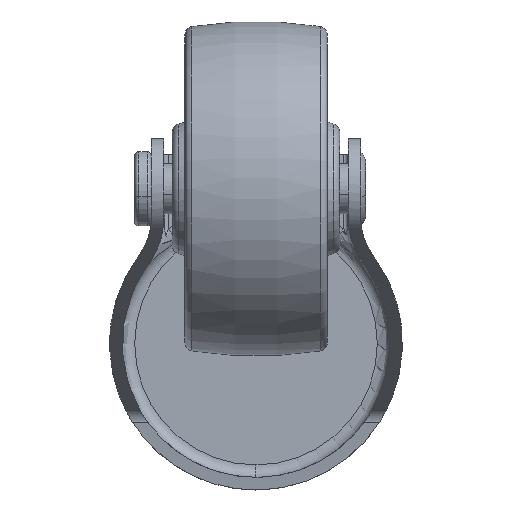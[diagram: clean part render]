
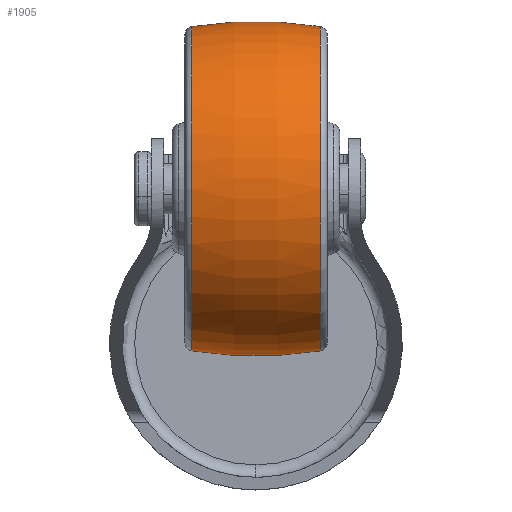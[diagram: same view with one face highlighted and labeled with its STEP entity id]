
A CAD part, front view. The second image highlights one B-rep face of the part: STEP entity #1905.
In plain terms, the highlighted toroidal (fillet/blend) face has major radius 28.542 mm and minor radius 48.542 mm.
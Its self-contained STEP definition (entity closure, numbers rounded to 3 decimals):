
#293 = VERTEX_POINT ( 'NONE', #4071 ) ;
#654 = ORIENTED_EDGE ( 'NONE', *, *, #3093, .F. ) ;
#759 = TOROIDAL_SURFACE ( 'NONE', #3056, -28.542, 48.542 ) ;
#852 = CARTESIAN_POINT ( 'NONE',  ( 7.658, 0., 0. ) ) ;
#903 = DIRECTION ( 'NONE',  ( 0., 0., -1. ) ) ;
#1423 = EDGE_CURVE ( 'NONE', #5693, #293, #8379, .T. ) ;
#1501 = EDGE_CURVE ( 'NONE', #7546, #5693, #5661, .T. ) ;
#1619 = AXIS2_PLACEMENT_3D ( 'NONE', #2059, #4926, #2197 ) ;
#1715 = CIRCLE ( 'NONE', #6763, 48.542 ) ;
#1762 = DIRECTION ( 'NONE',  ( 0., 1., 0. ) ) ;
#1905 = ADVANCED_FACE ( 'NONE', ( #7038 ), #759, .T. ) ;
#2059 = CARTESIAN_POINT ( 'NONE',  ( 0., 0., -28.542 ) ) ;
#2197 = DIRECTION ( 'NONE',  ( 0., 0., -1. ) ) ;
#2236 = VERTEX_POINT ( 'NONE', #6736 ) ;
#2433 = ORIENTED_EDGE ( 'NONE', *, *, #1423, .T. ) ;
#2489 = CARTESIAN_POINT ( 'NONE',  ( 7.658, 0., -19.392 ) ) ;
#2895 = DIRECTION ( 'NONE',  ( -1., 0., 0. ) ) ;
#3004 = EDGE_CURVE ( 'NONE', #2236, #293, #5343, .T. ) ;
#3056 = AXIS2_PLACEMENT_3D ( 'NONE', #7675, #5699, #903 ) ;
#3093 = EDGE_CURVE ( 'NONE', #7546, #2236, #1715, .T. ) ;
#3760 = ORIENTED_EDGE ( 'NONE', *, *, #1501, .T. ) ;
#3900 = CARTESIAN_POINT ( 'NONE',  ( 7.658, 0., 19.392 ) ) ;
#4023 = AXIS2_PLACEMENT_3D ( 'NONE', #8863, #2895, #7826 ) ;
#4071 = CARTESIAN_POINT ( 'NONE',  ( -7.658, 0., 19.392 ) ) ;
#4475 = DIRECTION ( 'NONE',  ( 0., 0., 1. ) ) ;
#4926 = DIRECTION ( 'NONE',  ( 0., -1., 0. ) ) ;
#4955 = CARTESIAN_POINT ( 'NONE',  ( 0., 0., 28.542 ) ) ;
#5343 = CIRCLE ( 'NONE', #4023, 19.392 ) ;
#5661 = CIRCLE ( 'NONE', #7380, 19.392 ) ;
#5693 = VERTEX_POINT ( 'NONE', #3900 ) ;
#5699 = DIRECTION ( 'NONE',  ( -1., 0., 0. ) ) ;
#6308 = DIRECTION ( 'NONE',  ( -1., 0., 0. ) ) ;
#6736 = CARTESIAN_POINT ( 'NONE',  ( -7.658, 0., -19.392 ) ) ;
#6763 = AXIS2_PLACEMENT_3D ( 'NONE', #4955, #1762, #4475 ) ;
#7038 = FACE_OUTER_BOUND ( 'NONE', #8617, .T. ) ;
#7380 = AXIS2_PLACEMENT_3D ( 'NONE', #852, #6308, #7708 ) ;
#7546 = VERTEX_POINT ( 'NONE', #2489 ) ;
#7675 = CARTESIAN_POINT ( 'NONE',  ( 0., 0., 0. ) ) ;
#7708 = DIRECTION ( 'NONE',  ( 0., 0., 1. ) ) ;
#7826 = DIRECTION ( 'NONE',  ( 0., 0., 1. ) ) ;
#8379 = CIRCLE ( 'NONE', #1619, 48.542 ) ;
#8617 = EDGE_LOOP ( 'NONE', ( #654, #3760, #2433, #8716 ) ) ;
#8716 = ORIENTED_EDGE ( 'NONE', *, *, #3004, .F. ) ;
#8863 = CARTESIAN_POINT ( 'NONE',  ( -7.658, 0., 0. ) ) ;
